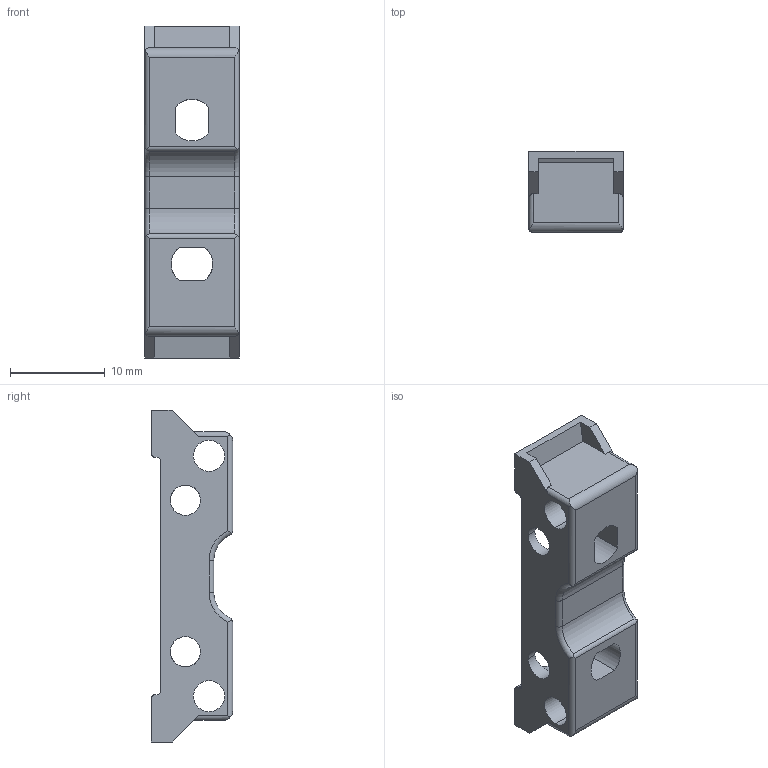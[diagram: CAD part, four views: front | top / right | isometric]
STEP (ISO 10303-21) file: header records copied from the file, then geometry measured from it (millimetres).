
FILE_DESCRIPTION((''),'2;1');
FILE_NAME('192604_ASM','2019-10-22T07:48:41',('pdmadmin'),('BANNER ENGINEERING'),'CREO PARAMETRIC BY PTC INC, 2018300','CREO PARAMETRIC BY PTC INC, 2018300','');
FILE_SCHEMA(('CONFIG_CONTROL_DESIGN'));
Length unit declared in the file: millimetre
Products named in the file (2): 207534; 192604_ASM
Assembly tree (1 placements, depth 2):
  192604_ASM
    207534
Bounding box: 10 x 8.6 x 35.1 mm (x, y, z)
Volume: 1487.2 mm3; surface area: 1837.8 mm2
Topology: 1 solids, 1 shells, 92 faces, 267 edges, 170 vertices
Faces by surface type: cylinder 47, plane 37, torus 4, sphere 4
Entity records: 3275 total; most frequent: CARTESIAN_POINT 805, ORIENTED_EDGE 526, DIRECTION 479, EDGE_CURVE 263, VERTEX_POINT 170, AXIS2_PLACEMENT_3D 167, VECTOR 145, LINE 145
